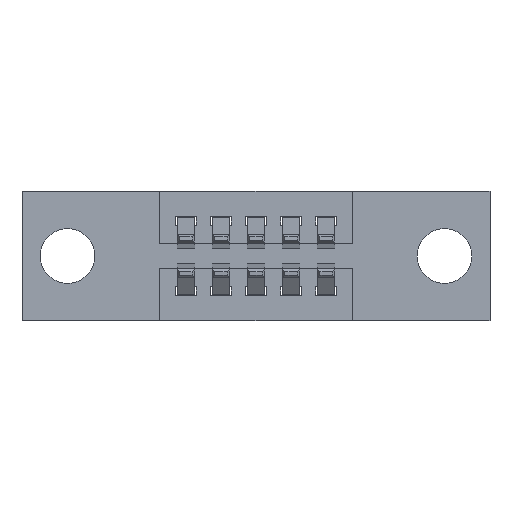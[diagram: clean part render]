
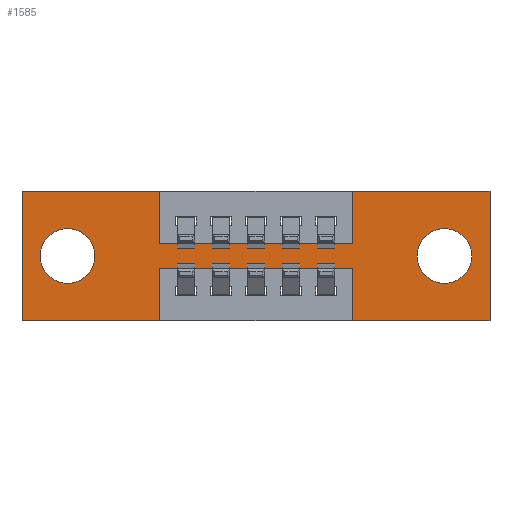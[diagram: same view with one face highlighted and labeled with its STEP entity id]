
A CAD part, front view. The second image highlights one B-rep face of the part: STEP entity #1585.
In plain terms, the highlighted planar face has unit normal (0, -1, 0).
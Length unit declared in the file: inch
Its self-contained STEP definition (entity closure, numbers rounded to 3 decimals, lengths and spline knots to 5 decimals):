
#3 = DIRECTION ( 'NONE',  ( 0., 1., 0. ) ) ;
#75 = VECTOR ( 'NONE', #4790, 39.37008 ) ;
#175 = CARTESIAN_POINT ( 'NONE',  ( 1.205, 0., -0.185 ) ) ;
#233 = CARTESIAN_POINT ( 'NONE',  ( 1.335, 0., 0. ) ) ;
#238 = CARTESIAN_POINT ( 'NONE',  ( 1.205, 0., -0.263 ) ) ;
#362 = VERTEX_POINT ( 'NONE', #3962 ) ;
#440 = CARTESIAN_POINT ( 'NONE',  ( 0.13, 0., -0.263 ) ) ;
#576 = ORIENTED_EDGE ( 'NONE', *, *, #7421, .F. ) ;
#602 = EDGE_CURVE ( 'NONE', #3642, #8640, #6724, .T. ) ;
#749 = VERTEX_POINT ( 'NONE', #8212 ) ;
#772 = VERTEX_POINT ( 'NONE', #8258 ) ;
#777 = DIRECTION ( 'NONE',  ( 1., 0., 0. ) ) ;
#780 = AXIS2_PLACEMENT_3D ( 'NONE', #2956, #3, #4478 ) ;
#837 = CARTESIAN_POINT ( 'NONE',  ( 0.3925, 0., -0.37 ) ) ;
#915 = EDGE_CURVE ( 'NONE', #3257, #4512, #7724, .T. ) ;
#1074 = CIRCLE ( 'NONE', #1228, 0.078 ) ;
#1107 = DIRECTION ( 'NONE',  ( 0., 0., -1. ) ) ;
#1188 = ORIENTED_EDGE ( 'NONE', *, *, #3132, .F. ) ;
#1193 = VERTEX_POINT ( 'NONE', #8202 ) ;
#1228 = AXIS2_PLACEMENT_3D ( 'NONE', #175, #6800, #2362 ) ;
#1286 = EDGE_CURVE ( 'NONE', #3939, #4054, #9096, .T. ) ;
#1443 = ORIENTED_EDGE ( 'NONE', *, *, #915, .F. ) ;
#1585 = ADVANCED_FACE ( 'NONE', ( #6042, #1697, #8994 ), #5276, .T. ) ;
#1697 = FACE_BOUND ( 'NONE', #7621, .T. ) ;
#1721 = EDGE_CURVE ( 'NONE', #2405, #772, #6885, .T. ) ;
#1776 = LINE ( 'NONE', #4677, #4284 ) ;
#1900 = VECTOR ( 'NONE', #4609, 39.37008 ) ;
#1943 = LINE ( 'NONE', #9045, #2065 ) ;
#1947 = AXIS2_PLACEMENT_3D ( 'NONE', #8951, #4509, #5176 ) ;
#1984 = ORIENTED_EDGE ( 'NONE', *, *, #7884, .F. ) ;
#2007 = ORIENTED_EDGE ( 'NONE', *, *, #3510, .F. ) ;
#2052 = EDGE_CURVE ( 'NONE', #3948, #3939, #4353, .T. ) ;
#2065 = VECTOR ( 'NONE', #2507, 39.37008 ) ;
#2069 = VERTEX_POINT ( 'NONE', #4303 ) ;
#2362 = DIRECTION ( 'NONE',  ( 0., 0., -1. ) ) ;
#2405 = VERTEX_POINT ( 'NONE', #4061 ) ;
#2446 = ORIENTED_EDGE ( 'NONE', *, *, #2052, .F. ) ;
#2507 = DIRECTION ( 'NONE',  ( 1., 0., 0. ) ) ;
#2509 = CARTESIAN_POINT ( 'NONE',  ( 0.13, 0., -0.185 ) ) ;
#2511 = CARTESIAN_POINT ( 'NONE',  ( 0.9425, 0., -0.37 ) ) ;
#2536 = DIRECTION ( 'NONE',  ( -1., 0., 0. ) ) ;
#2956 = CARTESIAN_POINT ( 'NONE',  ( 0.13, 0., -0.185 ) ) ;
#3131 = CARTESIAN_POINT ( 'NONE',  ( 0., 0., 0. ) ) ;
#3132 = EDGE_CURVE ( 'NONE', #749, #2069, #5372, .T. ) ;
#3257 = VERTEX_POINT ( 'NONE', #2511 ) ;
#3321 = LINE ( 'NONE', #8429, #75 ) ;
#3451 = CARTESIAN_POINT ( 'NONE',  ( 0., 0., 0. ) ) ;
#3510 = EDGE_CURVE ( 'NONE', #4054, #1193, #9075, .T. ) ;
#3642 = VERTEX_POINT ( 'NONE', #440 ) ;
#3681 = ORIENTED_EDGE ( 'NONE', *, *, #5314, .F. ) ;
#3697 = DIRECTION ( 'NONE',  ( 0., 0., -1. ) ) ;
#3857 = VERTEX_POINT ( 'NONE', #5820 ) ;
#3890 = DIRECTION ( 'NONE',  ( 0., 0., 1. ) ) ;
#3939 = VERTEX_POINT ( 'NONE', #4163 ) ;
#3948 = VERTEX_POINT ( 'NONE', #3451 ) ;
#3962 = CARTESIAN_POINT ( 'NONE',  ( 1.205, 0., -0.107 ) ) ;
#4007 = DIRECTION ( 'NONE',  ( 1., 0., 0. ) ) ;
#4053 = CARTESIAN_POINT ( 'NONE',  ( 0.9425, 0., -0.22 ) ) ;
#4054 = VERTEX_POINT ( 'NONE', #8600 ) ;
#4061 = CARTESIAN_POINT ( 'NONE',  ( 0.3925, 0., -0.37 ) ) ;
#4163 = CARTESIAN_POINT ( 'NONE',  ( 0.3925, 0., 0. ) ) ;
#4172 = ORIENTED_EDGE ( 'NONE', *, *, #1721, .F. ) ;
#4196 = CIRCLE ( 'NONE', #8462, 0.078 ) ;
#4211 = EDGE_LOOP ( 'NONE', ( #6668, #6098 ) ) ;
#4260 = VECTOR ( 'NONE', #777, 39.37008 ) ;
#4284 = VECTOR ( 'NONE', #2536, 39.37008 ) ;
#4303 = CARTESIAN_POINT ( 'NONE',  ( 1.335, 0., -0.37 ) ) ;
#4353 = LINE ( 'NONE', #7408, #4260 ) ;
#4461 = ORIENTED_EDGE ( 'NONE', *, *, #1286, .F. ) ;
#4474 = VECTOR ( 'NONE', #4007, 39.37008 ) ;
#4478 = DIRECTION ( 'NONE',  ( 0., 0., 1. ) ) ;
#4509 = DIRECTION ( 'NONE',  ( 0., -1., 0. ) ) ;
#4512 = VERTEX_POINT ( 'NONE', #4053 ) ;
#4558 = VECTOR ( 'NONE', #3890, 39.37008 ) ;
#4609 = DIRECTION ( 'NONE',  ( 0., 0., -1. ) ) ;
#4663 = LINE ( 'NONE', #7581, #8169 ) ;
#4677 = CARTESIAN_POINT ( 'NONE',  ( 0.3925, 0., -0.22 ) ) ;
#4790 = DIRECTION ( 'NONE',  ( -1., 0., 0. ) ) ;
#4856 = VERTEX_POINT ( 'NONE', #238 ) ;
#5176 = DIRECTION ( 'NONE',  ( 0., 0., -1. ) ) ;
#5276 = PLANE ( 'NONE',  #1947 ) ;
#5314 = EDGE_CURVE ( 'NONE', #772, #3948, #8049, .T. ) ;
#5372 = LINE ( 'NONE', #233, #1900 ) ;
#5545 = DIRECTION ( 'NONE',  ( 0., 1., 0. ) ) ;
#5624 = DIRECTION ( 'NONE',  ( 0., 0., 1. ) ) ;
#5706 = CIRCLE ( 'NONE', #8450, 0.078 ) ;
#5820 = CARTESIAN_POINT ( 'NONE',  ( 0.9425, 0., 0. ) ) ;
#6026 = CARTESIAN_POINT ( 'NONE',  ( 0.3925, 0., -0.15 ) ) ;
#6042 = FACE_BOUND ( 'NONE', #4211, .T. ) ;
#6098 = ORIENTED_EDGE ( 'NONE', *, *, #8753, .T. ) ;
#6161 = ORIENTED_EDGE ( 'NONE', *, *, #7240, .F. ) ;
#6197 = CARTESIAN_POINT ( 'NONE',  ( 0.9425, 0., -0.37 ) ) ;
#6330 = DIRECTION ( 'NONE',  ( 0., 0., -1. ) ) ;
#6366 = CARTESIAN_POINT ( 'NONE',  ( 0.3925, 0., -0.22 ) ) ;
#6384 = VECTOR ( 'NONE', #5624, 39.37008 ) ;
#6668 = ORIENTED_EDGE ( 'NONE', *, *, #7544, .T. ) ;
#6724 = CIRCLE ( 'NONE', #780, 0.078 ) ;
#6789 = ORIENTED_EDGE ( 'NONE', *, *, #9288, .F. ) ;
#6800 = DIRECTION ( 'NONE',  ( 0., 1., 0. ) ) ;
#6836 = ORIENTED_EDGE ( 'NONE', *, *, #602, .T. ) ;
#6862 = DIRECTION ( 'NONE',  ( 0., 0., 1. ) ) ;
#6885 = LINE ( 'NONE', #9037, #7557 ) ;
#6945 = DIRECTION ( 'NONE',  ( 0., 0., 1. ) ) ;
#7007 = ORIENTED_EDGE ( 'NONE', *, *, #8430, .T. ) ;
#7088 = VECTOR ( 'NONE', #3697, 39.37008 ) ;
#7158 = ORIENTED_EDGE ( 'NONE', *, *, #8354, .F. ) ;
#7240 = EDGE_CURVE ( 'NONE', #3857, #749, #1943, .T. ) ;
#7408 = CARTESIAN_POINT ( 'NONE',  ( 0., 0., 0. ) ) ;
#7421 = EDGE_CURVE ( 'NONE', #9030, #2405, #7465, .T. ) ;
#7465 = LINE ( 'NONE', #837, #7088 ) ;
#7544 = EDGE_CURVE ( 'NONE', #362, #4856, #4196, .T. ) ;
#7557 = VECTOR ( 'NONE', #9229, 39.37008 ) ;
#7581 = CARTESIAN_POINT ( 'NONE',  ( 0.9425, 0., 0. ) ) ;
#7621 = EDGE_LOOP ( 'NONE', ( #7007, #6836 ) ) ;
#7724 = LINE ( 'NONE', #6197, #6384 ) ;
#7884 = EDGE_CURVE ( 'NONE', #1193, #3857, #4663, .T. ) ;
#8049 = LINE ( 'NONE', #3131, #4558 ) ;
#8169 = VECTOR ( 'NONE', #6862, 39.37008 ) ;
#8202 = CARTESIAN_POINT ( 'NONE',  ( 0.9425, 0., -0.15 ) ) ;
#8212 = CARTESIAN_POINT ( 'NONE',  ( 1.335, 0., 0. ) ) ;
#8258 = CARTESIAN_POINT ( 'NONE',  ( 0., 0., -0.37 ) ) ;
#8324 = CARTESIAN_POINT ( 'NONE',  ( 1.205, 0., -0.185 ) ) ;
#8338 = CARTESIAN_POINT ( 'NONE',  ( 0.3925, 0., 0. ) ) ;
#8354 = EDGE_CURVE ( 'NONE', #2069, #3257, #3321, .T. ) ;
#8429 = CARTESIAN_POINT ( 'NONE',  ( 0., 0., -0.37 ) ) ;
#8430 = EDGE_CURVE ( 'NONE', #8640, #3642, #5706, .T. ) ;
#8450 = AXIS2_PLACEMENT_3D ( 'NONE', #2509, #8521, #6945 ) ;
#8462 = AXIS2_PLACEMENT_3D ( 'NONE', #8324, #5545, #1107 ) ;
#8521 = DIRECTION ( 'NONE',  ( 0., 1., 0. ) ) ;
#8600 = CARTESIAN_POINT ( 'NONE',  ( 0.3925, 0., -0.15 ) ) ;
#8640 = VERTEX_POINT ( 'NONE', #8748 ) ;
#8748 = CARTESIAN_POINT ( 'NONE',  ( 0.13, 0., -0.107 ) ) ;
#8753 = EDGE_CURVE ( 'NONE', #4856, #362, #1074, .T. ) ;
#8888 = EDGE_LOOP ( 'NONE', ( #576, #6789, #1443, #7158, #1188, #6161, #1984, #2007, #4461, #2446, #3681, #4172 ) ) ;
#8951 = CARTESIAN_POINT ( 'NONE',  ( 0., 0., -0.37 ) ) ;
#8994 = FACE_OUTER_BOUND ( 'NONE', #8888, .T. ) ;
#9030 = VERTEX_POINT ( 'NONE', #6366 ) ;
#9037 = CARTESIAN_POINT ( 'NONE',  ( 0., 0., -0.37 ) ) ;
#9045 = CARTESIAN_POINT ( 'NONE',  ( 0., 0., 0. ) ) ;
#9075 = LINE ( 'NONE', #6026, #4474 ) ;
#9096 = LINE ( 'NONE', #8338, #9104 ) ;
#9104 = VECTOR ( 'NONE', #6330, 39.37008 ) ;
#9229 = DIRECTION ( 'NONE',  ( -1., 0., 0. ) ) ;
#9288 = EDGE_CURVE ( 'NONE', #4512, #9030, #1776, .T. ) ;
